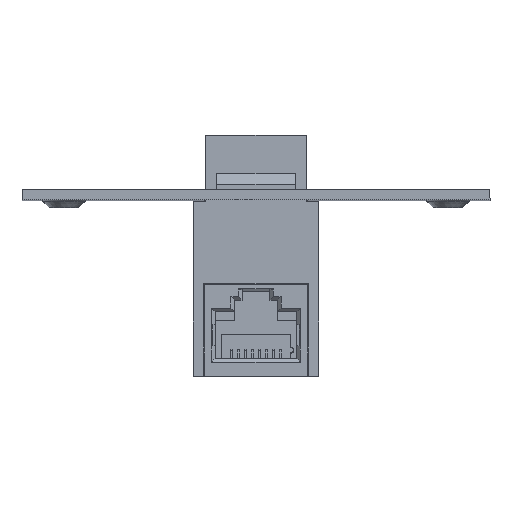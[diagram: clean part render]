
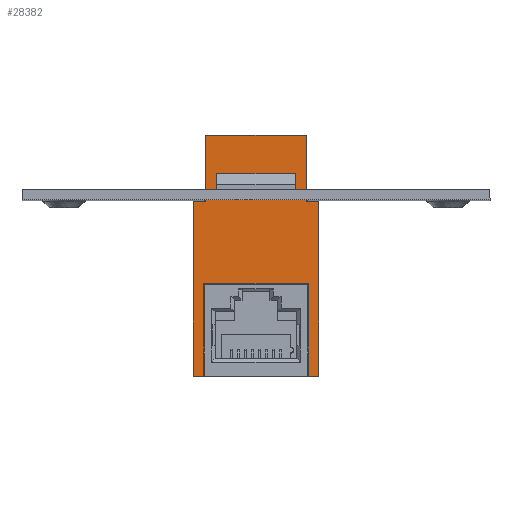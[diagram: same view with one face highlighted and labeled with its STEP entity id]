
A CAD part, top view. The second image highlights one B-rep face of the part: STEP entity #28382.
In plain terms, the highlighted face is planar.
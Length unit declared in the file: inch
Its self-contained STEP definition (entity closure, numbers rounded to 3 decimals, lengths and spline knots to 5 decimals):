
#67 = EDGE_CURVE ( 'NONE', #31774, #81, #32419, .T. ) ;
#81 = VERTEX_POINT ( 'NONE', #32498 ) ;
#4735 = CARTESIAN_POINT ( 'NONE',  ( -0.36, -0.15, -1.38 ) ) ;
#4736 = CARTESIAN_POINT ( 'NONE',  ( -0.36, -0.15, -0.38 ) ) ;
#4918 = CARTESIAN_POINT ( 'NONE',  ( 0.2875, -0.15, -0.38 ) ) ;
#4961 = CARTESIAN_POINT ( 'NONE',  ( -0.36, -0.15, 0.30221 ) ) ;
#4962 = LINE ( 'NONE', #4961, #5024 ) ;
#5023 = DIRECTION ( 'NONE',  ( 0., 0., 1. ) ) ;
#5024 = VECTOR ( 'NONE', #5023, 39.37008 ) ;
#5041 = DIRECTION ( 'NONE',  ( 0., 0., -1. ) ) ;
#5043 = VECTOR ( 'NONE', #5041, 39.37008 ) ;
#5074 = CARTESIAN_POINT ( 'NONE',  ( 0.2875, -0.15, -0.393 ) ) ;
#5075 = LINE ( 'NONE', #5074, #5043 ) ;
#5078 = CARTESIAN_POINT ( 'NONE',  ( 0.2875, -0.15, 0. ) ) ;
#5092 = CARTESIAN_POINT ( 'NONE',  ( -0.2875, -0.15, -0.38 ) ) ;
#5097 = CARTESIAN_POINT ( 'NONE',  ( -0.2875, -0.15, 0. ) ) ;
#5111 = DIRECTION ( 'NONE',  ( 0., 0., 1. ) ) ;
#5112 = VECTOR ( 'NONE', #5111, 39.37008 ) ;
#5114 = CARTESIAN_POINT ( 'NONE',  ( -0.2875, -0.15, 0. ) ) ;
#5121 = LINE ( 'NONE', #5114, #5112 ) ;
#7412 = CARTESIAN_POINT ( 'NONE',  ( -0.225, -0.15, -0.31 ) ) ;
#7469 = LINE ( 'NONE', #7517, #7516 ) ;
#7515 = DIRECTION ( 'NONE',  ( 0., 0., 1. ) ) ;
#7516 = VECTOR ( 'NONE', #7515, 39.37008 ) ;
#7517 = CARTESIAN_POINT ( 'NONE',  ( -0.225, -0.15, -0.488 ) ) ;
#7582 = DIRECTION ( 'NONE',  ( 1., 0., 0. ) ) ;
#7583 = VECTOR ( 'NONE', #7582, 39.37008 ) ;
#7584 = CARTESIAN_POINT ( 'NONE',  ( -0.273, -0.15, -0.22 ) ) ;
#7590 = LINE ( 'NONE', #7584, #7583 ) ;
#7685 = CARTESIAN_POINT ( 'NONE',  ( 0.225, -0.15, -0.22 ) ) ;
#7692 = CARTESIAN_POINT ( 'NONE',  ( -0.225, -0.15, -0.22 ) ) ;
#13071 = CARTESIAN_POINT ( 'NONE',  ( -0.3, -0.15, -0.8495 ) ) ;
#13488 = DIRECTION ( 'NONE',  ( 1., 0., 0. ) ) ;
#13489 = VECTOR ( 'NONE', #13488, 39.37008 ) ;
#13496 = LINE ( 'NONE', #13502, #13489 ) ;
#13502 = CARTESIAN_POINT ( 'NONE',  ( -0.2875, -0.15, -0.38 ) ) ;
#21202 = LINE ( 'NONE', #21329, #21328 ) ;
#21327 = DIRECTION ( 'NONE',  ( 1., 0., 0. ) ) ;
#21328 = VECTOR ( 'NONE', #21327, 39.37008 ) ;
#21329 = CARTESIAN_POINT ( 'NONE',  ( -0.405, -0.15, -1.38 ) ) ;
#22363 = DIRECTION ( 'NONE',  ( -1., 0., 0. ) ) ;
#22364 = VECTOR ( 'NONE', #22363, 39.37008 ) ;
#22365 = CARTESIAN_POINT ( 'NONE',  ( -0.273, -0.15, -0.31 ) ) ;
#22367 = LINE ( 'NONE', #22365, #22364 ) ;
#22369 = DIRECTION ( 'NONE',  ( 1., 0., 0. ) ) ;
#22370 = VECTOR ( 'NONE', #22369, 39.37008 ) ;
#22371 = CARTESIAN_POINT ( 'NONE',  ( -0.405, -0.15, -1.38 ) ) ;
#22384 = LINE ( 'NONE', #22371, #22370 ) ;
#22402 = DIRECTION ( 'NONE',  ( 1., 0., 0. ) ) ;
#22409 = AXIS2_PLACEMENT_3D ( 'NONE', #22425, #22424, #22402 ) ;
#22412 = FACE_BOUND ( 'NONE', #41784, .T. ) ;
#22418 = CARTESIAN_POINT ( 'NONE',  ( -0.3, -0.15, -1.38 ) ) ;
#22419 = PLANE ( 'NONE',  #22409 ) ;
#22424 = DIRECTION ( 'NONE',  ( 0., -1., 0. ) ) ;
#22425 = CARTESIAN_POINT ( 'NONE',  ( -0.273, -0.15, -0.488 ) ) ;
#22427 = FACE_OUTER_BOUND ( 'NONE', #28386, .T. ) ;
#22441 = CARTESIAN_POINT ( 'NONE',  ( 0.36, -0.15, -0.38 ) ) ;
#22473 = VECTOR ( 'NONE', #22477, 39.37008 ) ;
#22474 = DIRECTION ( 'NONE',  ( -1., 0., 0. ) ) ;
#22476 = CARTESIAN_POINT ( 'NONE',  ( 0.3, -0.15, -0.8495 ) ) ;
#22477 = DIRECTION ( 'NONE',  ( 0., 0., -1. ) ) ;
#22478 = CARTESIAN_POINT ( 'NONE',  ( -0.3, -0.15, 0. ) ) ;
#22479 = LINE ( 'NONE', #22478, #22473 ) ;
#22480 = LINE ( 'NONE', #22476, #22504 ) ;
#22481 = CARTESIAN_POINT ( 'NONE',  ( 0.3, -0.15, -0.8495 ) ) ;
#22482 = DIRECTION ( 'NONE',  ( -1., 0., 0. ) ) ;
#22483 = VECTOR ( 'NONE', #22482, 39.37008 ) ;
#22485 = LINE ( 'NONE', #22547, #22544 ) ;
#22490 = CARTESIAN_POINT ( 'NONE',  ( -0.273, -0.15, 0. ) ) ;
#22491 = LINE ( 'NONE', #22490, #22483 ) ;
#22492 = DIRECTION ( 'NONE',  ( 1., 0., 0. ) ) ;
#22493 = VECTOR ( 'NONE', #22492, 39.37008 ) ;
#22494 = CARTESIAN_POINT ( 'NONE',  ( 0.36, -0.15, -0.38 ) ) ;
#22495 = LINE ( 'NONE', #22494, #22493 ) ;
#22498 = DIRECTION ( 'NONE',  ( 0., 0., -1. ) ) ;
#22500 = VECTOR ( 'NONE', #22498, 39.37008 ) ;
#22501 = CARTESIAN_POINT ( 'NONE',  ( 0.36, -0.15, 0.30221 ) ) ;
#22502 = LINE ( 'NONE', #22501, #22500 ) ;
#22504 = VECTOR ( 'NONE', #22474, 39.37008 ) ;
#22532 = CARTESIAN_POINT ( 'NONE',  ( 0.3, -0.15, -1.38 ) ) ;
#22533 = CARTESIAN_POINT ( 'NONE',  ( 0.36, -0.15, -1.38 ) ) ;
#22544 = VECTOR ( 'NONE', #22546, 39.37008 ) ;
#22546 = DIRECTION ( 'NONE',  ( 0., 0., -1. ) ) ;
#22547 = CARTESIAN_POINT ( 'NONE',  ( 0.3, -0.15, 0. ) ) ;
#27929 = ORIENTED_EDGE ( 'NONE', *, *, #30864, .F. ) ;
#27936 = EDGE_CURVE ( 'NONE', #30791, #28379, #21202, .T. ) ;
#28361 = EDGE_CURVE ( 'NONE', #28442, #28441, #22384, .T. ) ;
#28362 = EDGE_CURVE ( 'NONE', #81, #31705, #22367, .T. ) ;
#28371 = ORIENTED_EDGE ( 'NONE', *, *, #31761, .T. ) ;
#28374 = ORIENTED_EDGE ( 'NONE', *, *, #30890, .F. ) ;
#28376 = ORIENTED_EDGE ( 'NONE', *, *, #28415, .F. ) ;
#28379 = VERTEX_POINT ( 'NONE', #22418 ) ;
#28380 = ORIENTED_EDGE ( 'NONE', *, *, #28362, .T. ) ;
#28382 = ADVANCED_FACE ( 'NONE', ( #22412, #22427 ), #22419, .T. ) ;
#28385 = ORIENTED_EDGE ( 'NONE', *, *, #28428, .F. ) ;
#28386 = EDGE_LOOP ( 'NONE', ( #28385, #28430, #28436, #41782, #28376, #28419, #28374, #28423, #42002, #42003, #27929, #42005 ) ) ;
#28414 = VERTEX_POINT ( 'NONE', #22441 ) ;
#28415 = EDGE_CURVE ( 'NONE', #28414, #28441, #22502, .T. ) ;
#28416 = EDGE_CURVE ( 'NONE', #30842, #28414, #22495, .T. ) ;
#28419 = ORIENTED_EDGE ( 'NONE', *, *, #28416, .F. ) ;
#28421 = EDGE_CURVE ( 'NONE', #30913, #30900, #22491, .T. ) ;
#28423 = ORIENTED_EDGE ( 'NONE', *, *, #28421, .T. ) ;
#28426 = ORIENTED_EDGE ( 'NONE', *, *, #31718, .T. ) ;
#28428 = EDGE_CURVE ( 'NONE', #41719, #28379, #22479, .T. ) ;
#28430 = ORIENTED_EDGE ( 'NONE', *, *, #28432, .F. ) ;
#28432 = EDGE_CURVE ( 'NONE', #28434, #41719, #22480, .T. ) ;
#28434 = VERTEX_POINT ( 'NONE', #22481 ) ;
#28436 = ORIENTED_EDGE ( 'NONE', *, *, #28438, .T. ) ;
#28438 = EDGE_CURVE ( 'NONE', #28434, #28442, #22485, .T. ) ;
#28441 = VERTEX_POINT ( 'NONE', #22533 ) ;
#28442 = VERTEX_POINT ( 'NONE', #22532 ) ;
#30790 = VERTEX_POINT ( 'NONE', #4736 ) ;
#30791 = VERTEX_POINT ( 'NONE', #4735 ) ;
#30842 = VERTEX_POINT ( 'NONE', #4918 ) ;
#30864 = EDGE_CURVE ( 'NONE', #30791, #30790, #4962, .T. ) ;
#30890 = EDGE_CURVE ( 'NONE', #30913, #30842, #5075, .T. ) ;
#30895 = EDGE_CURVE ( 'NONE', #30903, #30900, #5121, .T. ) ;
#30900 = VERTEX_POINT ( 'NONE', #5097 ) ;
#30903 = VERTEX_POINT ( 'NONE', #5092 ) ;
#30913 = VERTEX_POINT ( 'NONE', #5078 ) ;
#31705 = VERTEX_POINT ( 'NONE', #7412 ) ;
#31718 = EDGE_CURVE ( 'NONE', #31705, #31764, #7469, .T. ) ;
#31761 = EDGE_CURVE ( 'NONE', #31764, #31774, #7590, .T. ) ;
#31764 = VERTEX_POINT ( 'NONE', #7692 ) ;
#31774 = VERTEX_POINT ( 'NONE', #7685 ) ;
#32418 = CARTESIAN_POINT ( 'NONE',  ( 0.225, -0.15, -0.488 ) ) ;
#32419 = LINE ( 'NONE', #32418, #32462 ) ;
#32461 = DIRECTION ( 'NONE',  ( 0., 0., -1. ) ) ;
#32462 = VECTOR ( 'NONE', #32461, 39.37008 ) ;
#32498 = CARTESIAN_POINT ( 'NONE',  ( 0.225, -0.15, -0.31 ) ) ;
#41719 = VERTEX_POINT ( 'NONE', #13071 ) ;
#41767 = ORIENTED_EDGE ( 'NONE', *, *, #67, .T. ) ;
#41782 = ORIENTED_EDGE ( 'NONE', *, *, #28361, .T. ) ;
#41784 = EDGE_LOOP ( 'NONE', ( #41767, #28380, #28426, #28371 ) ) ;
#42002 = ORIENTED_EDGE ( 'NONE', *, *, #30895, .F. ) ;
#42003 = ORIENTED_EDGE ( 'NONE', *, *, #42007, .F. ) ;
#42005 = ORIENTED_EDGE ( 'NONE', *, *, #27936, .T. ) ;
#42007 = EDGE_CURVE ( 'NONE', #30790, #30903, #13496, .T. ) ;
